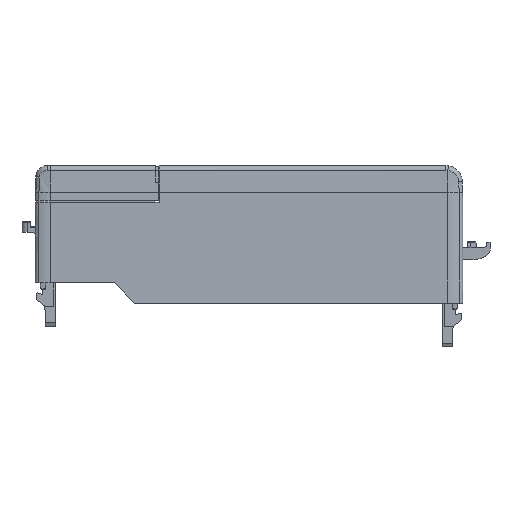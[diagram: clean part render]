
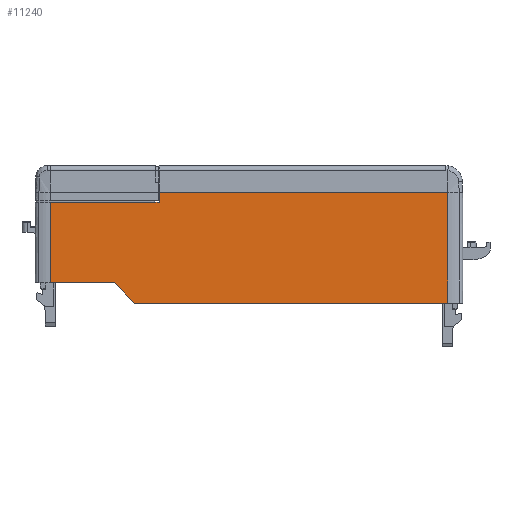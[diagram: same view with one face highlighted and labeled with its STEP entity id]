
A CAD part, left-side view. The second image highlights one B-rep face of the part: STEP entity #11240.
In plain terms, the highlighted planar face has unit normal (-1, 0, 0.009).
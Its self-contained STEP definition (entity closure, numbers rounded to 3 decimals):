
#8672 = VERTEX_POINT ( 'NONE', #19488 ) ;
#8674 = EDGE_CURVE ( 'NONE', #8672, #8675, #19487, .T. ) ;
#8675 = VERTEX_POINT ( 'NONE', #19483 ) ;
#8817 = VERTEX_POINT ( 'NONE', #19765 ) ;
#8819 = EDGE_CURVE ( 'NONE', #8820, #8817, #19764, .T. ) ;
#8820 = VERTEX_POINT ( 'NONE', #19760 ) ;
#11170 = EDGE_CURVE ( 'NONE', #11171, #11172, #21583, .T. ) ;
#11171 = VERTEX_POINT ( 'NONE', #21576 ) ;
#11172 = VERTEX_POINT ( 'NONE', #21575 ) ;
#11240 = ADVANCED_FACE ( 'NONE', ( #21783 ), #21781, .T. ) ;
#11241 = EDGE_LOOP ( 'NONE', ( #11242, #11243, #11245, #11246, #11248, #11249, #11251, #11252 ) ) ;
#11242 = ORIENTED_EDGE ( 'NONE', *, *, #11170, .F. ) ;
#11243 = ORIENTED_EDGE ( 'NONE', *, *, #11244, .F. ) ;
#11244 = EDGE_CURVE ( 'NONE', #11297, #11171, #21782, .T. ) ;
#11245 = ORIENTED_EDGE ( 'NONE', *, *, #11295, .F. ) ;
#11246 = ORIENTED_EDGE ( 'NONE', *, *, #11247, .T. ) ;
#11247 = EDGE_CURVE ( 'NONE', #11296, #8820, #21773, .T. ) ;
#11248 = ORIENTED_EDGE ( 'NONE', *, *, #8819, .T. ) ;
#11249 = ORIENTED_EDGE ( 'NONE', *, *, #11250, .T. ) ;
#11250 = EDGE_CURVE ( 'NONE', #8817, #8675, #21769, .T. ) ;
#11251 = ORIENTED_EDGE ( 'NONE', *, *, #8674, .F. ) ;
#11252 = ORIENTED_EDGE ( 'NONE', *, *, #11253, .F. ) ;
#11253 = EDGE_CURVE ( 'NONE', #11172, #8672, #21765, .T. ) ;
#11295 = EDGE_CURVE ( 'NONE', #11296, #11297, #21879, .T. ) ;
#11296 = VERTEX_POINT ( 'NONE', #21875 ) ;
#11297 = VERTEX_POINT ( 'NONE', #21874 ) ;
#19483 = CARTESIAN_POINT ( 'NONE',  ( 101.306, 89.956, -119.226 ) ) ;
#19484 = DIRECTION ( 'NONE',  ( 0., 1., 0. ) ) ;
#19485 = VECTOR ( 'NONE', #19484, 1000. ) ;
#19486 = CARTESIAN_POINT ( 'NONE',  ( 101.306, 0., -119.226 ) ) ;
#19487 = LINE ( 'NONE', #19486, #19485 ) ;
#19488 = CARTESIAN_POINT ( 'NONE',  ( 101.306, -3.768, -119.226 ) ) ;
#19760 = CARTESIAN_POINT ( 'NONE',  ( 101.36, 115.315, -113.126 ) ) ;
#19761 = DIRECTION ( 'NONE',  ( 0., -1., 0. ) ) ;
#19762 = VECTOR ( 'NONE', #19761, 1000. ) ;
#19763 = CARTESIAN_POINT ( 'NONE',  ( 101.36, -3.768, -113.126 ) ) ;
#19764 = LINE ( 'NONE', #19763, #19762 ) ;
#19765 = CARTESIAN_POINT ( 'NONE',  ( 101.36, 96.056, -113.126 ) ) ;
#21575 = CARTESIAN_POINT ( 'NONE',  ( 101.596, -3.768, -85.997 ) ) ;
#21576 = CARTESIAN_POINT ( 'NONE',  ( 101.596, 82.72, -85.997 ) ) ;
#21577 = DIRECTION ( 'NONE',  ( 0., -1., 0. ) ) ;
#21578 = VECTOR ( 'NONE', #21577, 1000. ) ;
#21579 = CARTESIAN_POINT ( 'NONE',  ( 101.596, -3.768, -85.997 ) ) ;
#21583 = LINE ( 'NONE', #21579, #21578 ) ;
#21762 = DIRECTION ( 'NONE',  ( -0.009, 0., -1. ) ) ;
#21763 = VECTOR ( 'NONE', #21762, 1000. ) ;
#21764 = CARTESIAN_POINT ( 'NONE',  ( 101.307, -3.768, -119.122 ) ) ;
#21765 = LINE ( 'NONE', #21764, #21763 ) ;
#21766 = DIRECTION ( 'NONE',  ( -0.006, -0.707, -0.707 ) ) ;
#21767 = VECTOR ( 'NONE', #21766, 1000. ) ;
#21768 = CARTESIAN_POINT ( 'NONE',  ( 100.897, 43.096, -166.087 ) ) ;
#21769 = LINE ( 'NONE', #21768, #21767 ) ;
#21770 = DIRECTION ( 'NONE',  ( -0.009, 0., -1. ) ) ;
#21771 = VECTOR ( 'NONE', #21770, 1000. ) ;
#21772 = CARTESIAN_POINT ( 'NONE',  ( 101.307, 115.315, -119.122 ) ) ;
#21773 = LINE ( 'NONE', #21772, #21771 ) ;
#21774 = DIRECTION ( 'NONE',  ( 0.009, -0.009, 1. ) ) ;
#21775 = VECTOR ( 'NONE', #21774, 1000. ) ;
#21776 = CARTESIAN_POINT ( 'NONE',  ( 101.646, 82.67, -80.274 ) ) ;
#21777 = DIRECTION ( 'NONE',  ( 0.009, 0., 1. ) ) ;
#21778 = DIRECTION ( 'NONE',  ( -1., 0., 0.009 ) ) ;
#21779 = CARTESIAN_POINT ( 'NONE',  ( 101.306, -3.768, -119.226 ) ) ;
#21780 = AXIS2_PLACEMENT_3D ( 'NONE', #21779, #21778, #21777 ) ;
#21781 = PLANE ( 'NONE',  #21780 ) ;
#21782 = LINE ( 'NONE', #21776, #21775 ) ;
#21783 = FACE_OUTER_BOUND ( 'NONE', #11241, .T. ) ;
#21874 = CARTESIAN_POINT ( 'NONE',  ( 101.57, 82.746, -88.997 ) ) ;
#21875 = CARTESIAN_POINT ( 'NONE',  ( 101.57, 115.315, -88.997 ) ) ;
#21876 = DIRECTION ( 'NONE',  ( 0., -1., 0. ) ) ;
#21877 = VECTOR ( 'NONE', #21876, 1000. ) ;
#21878 = CARTESIAN_POINT ( 'NONE',  ( 101.57, -3.768, -88.997 ) ) ;
#21879 = LINE ( 'NONE', #21878, #21877 ) ;
